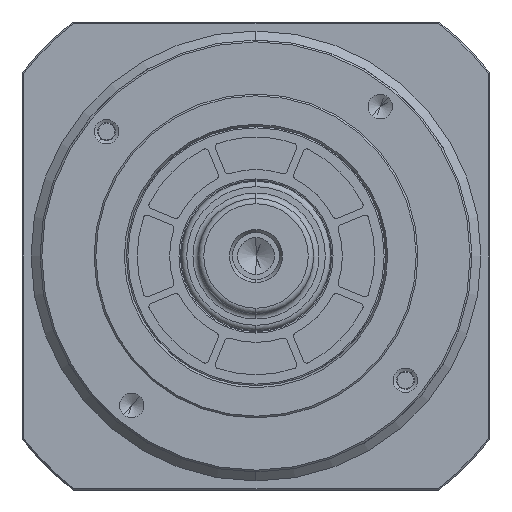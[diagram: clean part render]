
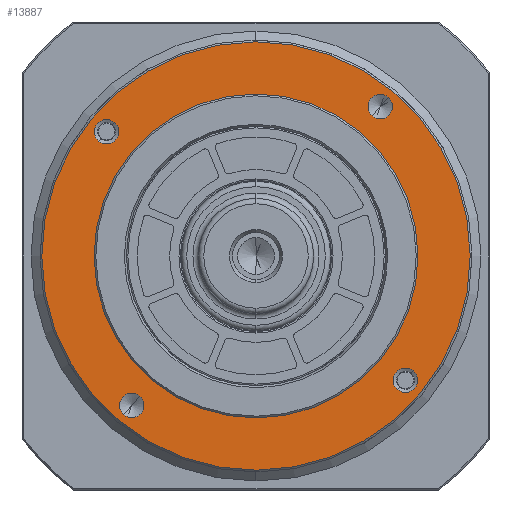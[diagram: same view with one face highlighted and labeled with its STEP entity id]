
A CAD part, left-side view. The second image highlights one B-rep face of the part: STEP entity #13887.
In plain terms, the highlighted face is planar.
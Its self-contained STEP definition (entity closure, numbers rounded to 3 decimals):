
#106 = FACE_BOUND ( 'NONE', #22265, .T. ) ;
#340 = CARTESIAN_POINT ( 'NONE',  ( 21., 0., 0. ) ) ;
#483 = CARTESIAN_POINT ( 'NONE',  ( 21., 54., 0. ) ) ;
#737 = CIRCLE ( 'NONE', #6775, 45. ) ;
#753 = CARTESIAN_POINT ( 'NONE',  ( 21., 60., 0. ) ) ;
#756 = AXIS2_PLACEMENT_3D ( 'NONE', #4094, #17061, #5959 ) ;
#777 = VERTEX_POINT ( 'NONE', #10847 ) ;
#1541 = ORIENTED_EDGE ( 'NONE', *, *, #11518, .F. ) ;
#1574 = CARTESIAN_POINT ( 'NONE',  ( 21., -54., 3.4 ) ) ;
#1615 = EDGE_LOOP ( 'NONE', ( #22943, #3969 ) ) ;
#1646 = DIRECTION ( 'NONE',  ( 1., 0., 0. ) ) ;
#2228 = DIRECTION ( 'NONE',  ( 0., 0., 1. ) ) ;
#2369 = CARTESIAN_POINT ( 'NONE',  ( 21., 0., 59.5 ) ) ;
#2376 = DIRECTION ( 'NONE',  ( 0., 0., -1. ) ) ;
#2396 = AXIS2_PLACEMENT_3D ( 'NONE', #753, #23104, #12000 ) ;
#2805 = ORIENTED_EDGE ( 'NONE', *, *, #11613, .T. ) ;
#2888 = VERTEX_POINT ( 'NONE', #4441 ) ;
#3165 = CARTESIAN_POINT ( 'NONE',  ( 21., 0., 54. ) ) ;
#3377 = EDGE_CURVE ( 'NONE', #21305, #11254, #3534, .T. ) ;
#3534 = CIRCLE ( 'NONE', #756, 3.4 ) ;
#3851 = EDGE_CURVE ( 'NONE', #2888, #11160, #23581, .T. ) ;
#3893 = CARTESIAN_POINT ( 'NONE',  ( 21., 0., -50.6 ) ) ;
#3969 = ORIENTED_EDGE ( 'NONE', *, *, #10977, .F. ) ;
#4094 = CARTESIAN_POINT ( 'NONE',  ( 21., 54., 0. ) ) ;
#4098 = EDGE_CURVE ( 'NONE', #11160, #2888, #15165, .T. ) ;
#4262 = CIRCLE ( 'NONE', #19797, 45. ) ;
#4338 = VERTEX_POINT ( 'NONE', #3893 ) ;
#4394 = FACE_BOUND ( 'NONE', #1615, .T. ) ;
#4441 = CARTESIAN_POINT ( 'NONE',  ( 21., 0., 57.4 ) ) ;
#4480 = DIRECTION ( 'NONE',  ( 1., 0., 0. ) ) ;
#4938 = AXIS2_PLACEMENT_3D ( 'NONE', #9952, #22921, #11820 ) ;
#5025 = DIRECTION ( 'NONE',  ( 0., 0., -1. ) ) ;
#5298 = CIRCLE ( 'NONE', #8718, 59.5 ) ;
#5959 = DIRECTION ( 'NONE',  ( 0., 0., -1. ) ) ;
#6226 = AXIS2_PLACEMENT_3D ( 'NONE', #483, #13502, #2376 ) ;
#6557 = DIRECTION ( 'NONE',  ( 1., 0., 0. ) ) ;
#6619 = EDGE_LOOP ( 'NONE', ( #1541, #16221 ) ) ;
#6740 = ORIENTED_EDGE ( 'NONE', *, *, #4098, .F. ) ;
#6775 = AXIS2_PLACEMENT_3D ( 'NONE', #340, #13356, #2228 ) ;
#7045 = CIRCLE ( 'NONE', #6226, 3.4 ) ;
#7063 = DIRECTION ( 'NONE',  ( 1., 0., 0. ) ) ;
#7100 = ORIENTED_EDGE ( 'NONE', *, *, #23582, .T. ) ;
#7166 = EDGE_LOOP ( 'NONE', ( #6740, #21037 ) ) ;
#8015 = CARTESIAN_POINT ( 'NONE',  ( 21., -54., 0. ) ) ;
#8309 = ORIENTED_EDGE ( 'NONE', *, *, #10232, .F. ) ;
#8379 = ORIENTED_EDGE ( 'NONE', *, *, #24072, .T. ) ;
#8616 = CARTESIAN_POINT ( 'NONE',  ( 21., 0., 0. ) ) ;
#8718 = AXIS2_PLACEMENT_3D ( 'NONE', #15587, #4480, #17454 ) ;
#8843 = EDGE_LOOP ( 'NONE', ( #22691, #8309 ) ) ;
#9257 = EDGE_CURVE ( 'NONE', #15270, #15855, #737, .T. ) ;
#9333 = FACE_BOUND ( 'NONE', #6619, .T. ) ;
#9525 = DIRECTION ( 'NONE',  ( 1., 0., 0. ) ) ;
#9795 = AXIS2_PLACEMENT_3D ( 'NONE', #3165, #16138, #5025 ) ;
#9893 = DIRECTION ( 'NONE',  ( 0., 0., -1. ) ) ;
#9952 = CARTESIAN_POINT ( 'NONE',  ( 21., 0., -54. ) ) ;
#9979 = ORIENTED_EDGE ( 'NONE', *, *, #9257, .T. ) ;
#10083 = AXIS2_PLACEMENT_3D ( 'NONE', #8015, #20996, #9893 ) ;
#10137 = PLANE ( 'NONE',  #2396 ) ;
#10232 = EDGE_CURVE ( 'NONE', #4338, #11563, #16682, .T. ) ;
#10450 = EDGE_LOOP ( 'NONE', ( #2805, #7100 ) ) ;
#10503 = DIRECTION ( 'NONE',  ( 0., 0., 1. ) ) ;
#10649 = CIRCLE ( 'NONE', #10083, 3.4 ) ;
#10847 = CARTESIAN_POINT ( 'NONE',  ( 21., 0., -59.5 ) ) ;
#10977 = EDGE_CURVE ( 'NONE', #16472, #20448, #12604, .T. ) ;
#11160 = VERTEX_POINT ( 'NONE', #23770 ) ;
#11254 = VERTEX_POINT ( 'NONE', #20264 ) ;
#11518 = EDGE_CURVE ( 'NONE', #11254, #21305, #7045, .T. ) ;
#11563 = VERTEX_POINT ( 'NONE', #17296 ) ;
#11613 = EDGE_CURVE ( 'NONE', #14949, #777, #5298, .T. ) ;
#11820 = DIRECTION ( 'NONE',  ( 0., 0., -1. ) ) ;
#12000 = DIRECTION ( 'NONE',  ( 0., 0., 1. ) ) ;
#12604 = CIRCLE ( 'NONE', #20043, 3.4 ) ;
#12772 = CARTESIAN_POINT ( 'NONE',  ( 21., 0., 0. ) ) ;
#13356 = DIRECTION ( 'NONE',  ( -1., 0., 0. ) ) ;
#13502 = DIRECTION ( 'NONE',  ( 1., 0., 0. ) ) ;
#13887 = ADVANCED_FACE ( 'NONE', ( #9333, #14253, #14845, #4394, #23548, #106 ), #10137, .F. ) ;
#14253 = FACE_BOUND ( 'NONE', #8843, .T. ) ;
#14647 = DIRECTION ( 'NONE',  ( 0., 0., 1. ) ) ;
#14845 = FACE_BOUND ( 'NONE', #7166, .T. ) ;
#14949 = VERTEX_POINT ( 'NONE', #2369 ) ;
#15165 = CIRCLE ( 'NONE', #9795, 3.4 ) ;
#15270 = VERTEX_POINT ( 'NONE', #18083 ) ;
#15433 = AXIS2_PLACEMENT_3D ( 'NONE', #12772, #1646, #14647 ) ;
#15587 = CARTESIAN_POINT ( 'NONE',  ( 21., 0., 0. ) ) ;
#15855 = VERTEX_POINT ( 'NONE', #18421 ) ;
#16138 = DIRECTION ( 'NONE',  ( 1., 0., 0. ) ) ;
#16221 = ORIENTED_EDGE ( 'NONE', *, *, #3377, .F. ) ;
#16472 = VERTEX_POINT ( 'NONE', #1574 ) ;
#16682 = CIRCLE ( 'NONE', #4938, 3.4 ) ;
#17061 = DIRECTION ( 'NONE',  ( 1., 0., 0. ) ) ;
#17296 = CARTESIAN_POINT ( 'NONE',  ( 21., 0., -57.4 ) ) ;
#17383 = CARTESIAN_POINT ( 'NONE',  ( 21., 54., 3.4 ) ) ;
#17454 = DIRECTION ( 'NONE',  ( 0., 0., 1. ) ) ;
#17684 = CARTESIAN_POINT ( 'NONE',  ( 21., -54., 0. ) ) ;
#18083 = CARTESIAN_POINT ( 'NONE',  ( 21., 0., -45. ) ) ;
#18186 = CARTESIAN_POINT ( 'NONE',  ( 21., 0., -54. ) ) ;
#18421 = CARTESIAN_POINT ( 'NONE',  ( 21., 0., 45. ) ) ;
#18747 = EDGE_CURVE ( 'NONE', #20448, #16472, #10649, .T. ) ;
#19540 = DIRECTION ( 'NONE',  ( 0., 0., -1. ) ) ;
#19590 = EDGE_CURVE ( 'NONE', #11563, #4338, #22799, .T. ) ;
#19797 = AXIS2_PLACEMENT_3D ( 'NONE', #8616, #21587, #10503 ) ;
#20043 = AXIS2_PLACEMENT_3D ( 'NONE', #17684, #6557, #19540 ) ;
#20052 = DIRECTION ( 'NONE',  ( 0., 0., -1. ) ) ;
#20264 = CARTESIAN_POINT ( 'NONE',  ( 21., 54., -3.4 ) ) ;
#20350 = CARTESIAN_POINT ( 'NONE',  ( 21., -54., -3.4 ) ) ;
#20448 = VERTEX_POINT ( 'NONE', #20350 ) ;
#20630 = CARTESIAN_POINT ( 'NONE',  ( 21., 0., 54. ) ) ;
#20996 = DIRECTION ( 'NONE',  ( 1., 0., 0. ) ) ;
#21037 = ORIENTED_EDGE ( 'NONE', *, *, #3851, .F. ) ;
#21305 = VERTEX_POINT ( 'NONE', #17383 ) ;
#21456 = AXIS2_PLACEMENT_3D ( 'NONE', #20630, #9525, #22490 ) ;
#21587 = DIRECTION ( 'NONE',  ( -1., 0., 0. ) ) ;
#22265 = EDGE_LOOP ( 'NONE', ( #8379, #9979 ) ) ;
#22280 = CIRCLE ( 'NONE', #15433, 59.5 ) ;
#22359 = AXIS2_PLACEMENT_3D ( 'NONE', #18186, #7063, #20052 ) ;
#22490 = DIRECTION ( 'NONE',  ( 0., 0., -1. ) ) ;
#22691 = ORIENTED_EDGE ( 'NONE', *, *, #19590, .F. ) ;
#22799 = CIRCLE ( 'NONE', #22359, 3.4 ) ;
#22921 = DIRECTION ( 'NONE',  ( 1., 0., 0. ) ) ;
#22943 = ORIENTED_EDGE ( 'NONE', *, *, #18747, .F. ) ;
#23104 = DIRECTION ( 'NONE',  ( -1., 0., 0. ) ) ;
#23548 = FACE_OUTER_BOUND ( 'NONE', #10450, .T. ) ;
#23581 = CIRCLE ( 'NONE', #21456, 3.4 ) ;
#23582 = EDGE_CURVE ( 'NONE', #777, #14949, #22280, .T. ) ;
#23770 = CARTESIAN_POINT ( 'NONE',  ( 21., 0., 50.6 ) ) ;
#24072 = EDGE_CURVE ( 'NONE', #15855, #15270, #4262, .T. ) ;
